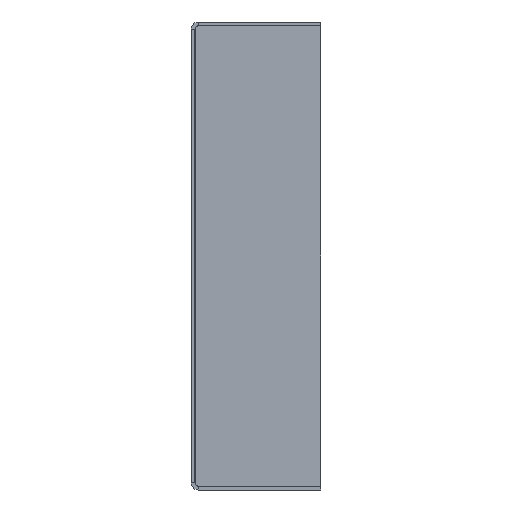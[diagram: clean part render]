
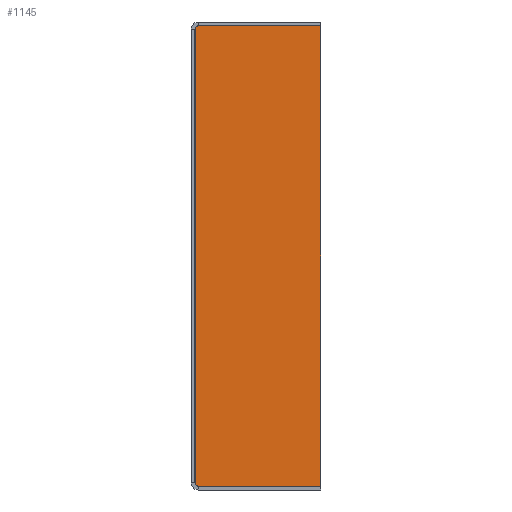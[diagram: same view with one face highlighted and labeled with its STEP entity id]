
A CAD part, left-side view. The second image highlights one B-rep face of the part: STEP entity #1145.
In plain terms, the highlighted planar face has unit normal (-1, 0, 0).
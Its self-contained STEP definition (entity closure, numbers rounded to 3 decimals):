
#83=PLANE('',#1314);
#151=FACE_OUTER_BOUND('',#223,.T.);
#223=EDGE_LOOP('',(#879,#880,#881,#882,#883,#884));
#299=LINE('',#1786,#435);
#303=LINE('',#1798,#439);
#306=LINE('',#1804,#442);
#309=LINE('',#1809,#445);
#435=VECTOR('',#1446,10.);
#439=VECTOR('',#1458,10.);
#442=VECTOR('',#1463,10.);
#445=VECTOR('',#1468,10.);
#559=CIRCLE('',#1305,2.086);
#561=CIRCLE('',#1309,2.086);
#583=VERTEX_POINT('',#1776);
#584=VERTEX_POINT('',#1777);
#587=VERTEX_POINT('',#1785);
#589=VERTEX_POINT('',#1791);
#591=VERTEX_POINT('',#1797);
#593=VERTEX_POINT('',#1803);
#685=EDGE_CURVE('',#583,#584,#559,.T.);
#689=EDGE_CURVE('',#587,#584,#299,.T.);
#692=EDGE_CURVE('',#587,#589,#561,.T.);
#695=EDGE_CURVE('',#591,#589,#303,.T.);
#698=EDGE_CURVE('',#593,#591,#306,.T.);
#701=EDGE_CURVE('',#593,#583,#309,.T.);
#879=ORIENTED_EDGE('',*,*,#701,.T.);
#880=ORIENTED_EDGE('',*,*,#685,.T.);
#881=ORIENTED_EDGE('',*,*,#689,.F.);
#882=ORIENTED_EDGE('',*,*,#692,.T.);
#883=ORIENTED_EDGE('',*,*,#695,.F.);
#884=ORIENTED_EDGE('',*,*,#698,.F.);
#1145=ADVANCED_FACE('',(#151),#83,.T.);
#1305=AXIS2_PLACEMENT_3D('',#1778,#1438,#1439);
#1309=AXIS2_PLACEMENT_3D('',#1792,#1451,#1452);
#1314=AXIS2_PLACEMENT_3D('',#1811,#1470,#1471);
#1438=DIRECTION('center_axis',(-1.,0.,0.));
#1439=DIRECTION('ref_axis',(0.,0.,1.));
#1446=DIRECTION('',(0.,0.,1.));
#1451=DIRECTION('center_axis',(-1.,0.,0.));
#1452=DIRECTION('ref_axis',(0.,1.,0.));
#1458=DIRECTION('',(0.,1.,0.));
#1463=DIRECTION('',(0.,0.,-1.));
#1468=DIRECTION('',(0.,1.,0.));
#1470=DIRECTION('center_axis',(-1.,0.,0.));
#1471=DIRECTION('ref_axis',(0.,0.,1.));
#1776=CARTESIAN_POINT('',(-33.886,-2.286,23.4));
#1777=CARTESIAN_POINT('',(-33.886,-0.2,21.314));
#1778=CARTESIAN_POINT('Origin',(-33.886,-2.286,21.314));
#1785=CARTESIAN_POINT('',(-33.886,-0.2,-267.314));
#1786=CARTESIAN_POINT('',(-33.886,-0.2,-267.314));
#1791=CARTESIAN_POINT('',(-33.886,-2.286,-269.4));
#1792=CARTESIAN_POINT('Origin',(-33.886,-2.286,-267.314));
#1797=CARTESIAN_POINT('',(-33.886,-80.,-269.4));
#1798=CARTESIAN_POINT('',(-33.886,-80.,-269.4));
#1803=CARTESIAN_POINT('',(-33.886,-80.,23.4));
#1804=CARTESIAN_POINT('',(-33.886,-80.,23.6));
#1809=CARTESIAN_POINT('',(-33.886,-80.,23.4));
#1811=CARTESIAN_POINT('Origin',(-33.886,-40.1,-123.));
